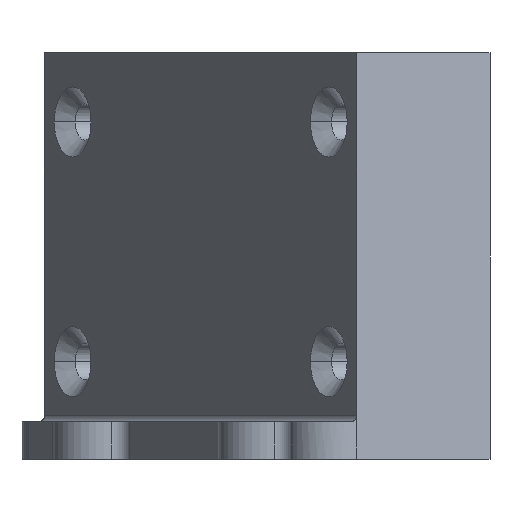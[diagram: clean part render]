
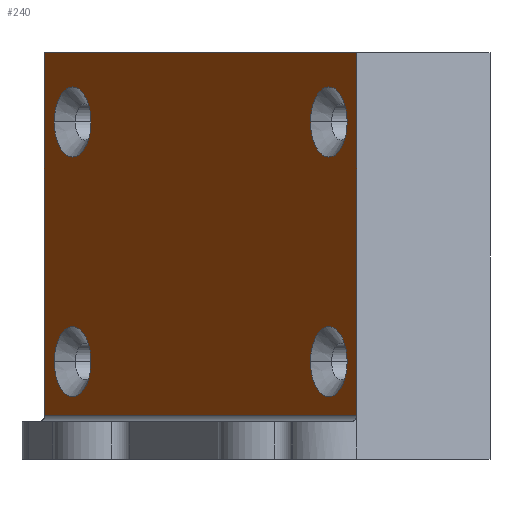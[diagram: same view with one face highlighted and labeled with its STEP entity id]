
A CAD part, front view. The second image highlights one B-rep face of the part: STEP entity #240.
In plain terms, the highlighted planar face has unit normal (-0.854, -0.521, 0).
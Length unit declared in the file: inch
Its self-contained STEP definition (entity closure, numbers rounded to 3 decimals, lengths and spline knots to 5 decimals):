
#2 = VERTEX_POINT ( 'NONE', #1202 ) ;
#22 = CIRCLE ( 'NONE', #301, 0.1125 ) ;
#27 = CIRCLE ( 'NONE', #492, 0.1125 ) ;
#28 = CARTESIAN_POINT ( 'NONE',  ( -0.83564, 0.48238, 1.07865 ) ) ;
#35 = CARTESIAN_POINT ( 'NONE',  ( -1.74521, 1.97282, 1.3 ) ) ;
#53 = DIRECTION ( 'NONE',  ( 0.521, -0.854, 0. ) ) ;
#62 = CARTESIAN_POINT ( 'NONE',  ( -0.77704, 0.38635, 1.07865 ) ) ;
#76 = LINE ( 'NONE', #206, #81 ) ;
#81 = VECTOR ( 'NONE', #606, 39.37008 ) ;
#99 = EDGE_CURVE ( 'NONE', #1497, #1647, #214, .T. ) ;
#121 = ORIENTED_EDGE ( 'NONE', *, *, #1391, .T. ) ;
#125 = VECTOR ( 'NONE', #425, 39.37008 ) ;
#149 = CIRCLE ( 'NONE', #1250, 0.1125 ) ;
#151 = DIRECTION ( 'NONE',  ( -0.854, -0.521, 0. ) ) ;
#206 = CARTESIAN_POINT ( 'NONE',  ( -0.74643, 0.33619, 1.3 ) ) ;
#214 = CIRCLE ( 'NONE', #919, 0.1125 ) ;
#222 = DIRECTION ( 'NONE',  ( 0.521, -0.854, 0. ) ) ;
#224 = EDGE_CURVE ( 'NONE', #1197, #377, #1609, .T. ) ;
#240 = ADVANCED_FACE ( 'NONE', ( #363, #487, #1033, #1191, #614 ), #1163, .F. ) ;
#250 = CARTESIAN_POINT ( 'NONE',  ( -1.59649, 1.72912, 0.31204 ) ) ;
#255 = ORIENTED_EDGE ( 'NONE', *, *, #308, .F. ) ;
#280 = VERTEX_POINT ( 'NONE', #1037 ) ;
#282 = VERTEX_POINT ( 'NONE', #1445 ) ;
#296 = ORIENTED_EDGE ( 'NONE', *, *, #1736, .F. ) ;
#301 = AXIS2_PLACEMENT_3D ( 'NONE', #1252, #579, #971 ) ;
#308 = EDGE_CURVE ( 'NONE', #280, #1262, #1164, .T. ) ;
#363 = FACE_BOUND ( 'NONE', #1213, .T. ) ;
#374 = CARTESIAN_POINT ( 'NONE',  ( -0.89425, 0.57841, 0.31204 ) ) ;
#377 = VERTEX_POINT ( 'NONE', #1583 ) ;
#385 = CARTESIAN_POINT ( 'NONE',  ( -1.74521, 1.97282, 1.3 ) ) ;
#405 = AXIS2_PLACEMENT_3D ( 'NONE', #1274, #1140, #1003 ) ;
#412 = EDGE_LOOP ( 'NONE', ( #1449, #436 ) ) ;
#422 = VECTOR ( 'NONE', #1215, 39.37008 ) ;
#425 = DIRECTION ( 'NONE',  ( 0.521, -0.854, 0. ) ) ;
#436 = ORIENTED_EDGE ( 'NONE', *, *, #99, .F. ) ;
#486 = AXIS2_PLACEMENT_3D ( 'NONE', #993, #1529, #1523 ) ;
#487 = FACE_BOUND ( 'NONE', #813, .T. ) ;
#492 = AXIS2_PLACEMENT_3D ( 'NONE', #1438, #884, #1431 ) ;
#542 = VERTEX_POINT ( 'NONE', #722 ) ;
#562 = DIRECTION ( 'NONE',  ( 0., 0., -1. ) ) ;
#573 = ORIENTED_EDGE ( 'NONE', *, *, #224, .F. ) ;
#579 = DIRECTION ( 'NONE',  ( -0.854, -0.521, 0. ) ) ;
#588 = ORIENTED_EDGE ( 'NONE', *, *, #1707, .F. ) ;
#606 = DIRECTION ( 'NONE',  ( 0., 0., -1. ) ) ;
#614 = FACE_OUTER_BOUND ( 'NONE', #1443, .T. ) ;
#618 = CARTESIAN_POINT ( 'NONE',  ( -0.83564, 0.48238, 0.31204 ) ) ;
#660 = EDGE_CURVE ( 'NONE', #282, #542, #1501, .T. ) ;
#672 = DIRECTION ( 'NONE',  ( 0.521, -0.854, 0. ) ) ;
#704 = VERTEX_POINT ( 'NONE', #978 ) ;
#722 = CARTESIAN_POINT ( 'NONE',  ( -0.74643, 0.33619, 0.14 ) ) ;
#738 = DIRECTION ( 'NONE',  ( -0.854, -0.521, 0. ) ) ;
#765 = DIRECTION ( 'NONE',  ( -0.521, 0.854, 0. ) ) ;
#774 = CARTESIAN_POINT ( 'NONE',  ( -1.74521, 1.97282, 1.3 ) ) ;
#813 = EDGE_LOOP ( 'NONE', ( #1710, #588 ) ) ;
#821 = CARTESIAN_POINT ( 'NONE',  ( -1.74521, 1.97282, 0.14 ) ) ;
#842 = CARTESIAN_POINT ( 'NONE',  ( -0.89425, 0.57841, 1.07865 ) ) ;
#843 = VERTEX_POINT ( 'NONE', #1467 ) ;
#845 = AXIS2_PLACEMENT_3D ( 'NONE', #618, #1322, #222 ) ;
#873 = EDGE_CURVE ( 'NONE', #704, #843, #924, .T. ) ;
#884 = DIRECTION ( 'NONE',  ( -0.854, -0.521, 0. ) ) ;
#919 = AXIS2_PLACEMENT_3D ( 'NONE', #1359, #151, #672 ) ;
#924 = LINE ( 'NONE', #385, #422 ) ;
#971 = DIRECTION ( 'NONE',  ( 0.521, -0.854, 0. ) ) ;
#978 = CARTESIAN_POINT ( 'NONE',  ( -1.74521, 1.97282, 1.3 ) ) ;
#993 = CARTESIAN_POINT ( 'NONE',  ( -1.65509, 1.82515, 0.31204 ) ) ;
#1003 = DIRECTION ( 'NONE',  ( 0.521, -0.854, 0. ) ) ;
#1021 = CARTESIAN_POINT ( 'NONE',  ( -1.65509, 1.82515, 1.07865 ) ) ;
#1033 = FACE_BOUND ( 'NONE', #1502, .T. ) ;
#1037 = CARTESIAN_POINT ( 'NONE',  ( -1.59649, 1.72912, 1.07865 ) ) ;
#1131 = EDGE_CURVE ( 'NONE', #843, #542, #76, .T. ) ;
#1140 = DIRECTION ( 'NONE',  ( -0.854, -0.521, 0. ) ) ;
#1141 = CIRCLE ( 'NONE', #486, 0.1125 ) ;
#1162 = EDGE_CURVE ( 'NONE', #377, #1197, #27, .T. ) ;
#1163 = PLANE ( 'NONE',  #1757 ) ;
#1164 = CIRCLE ( 'NONE', #405, 0.1125 ) ;
#1191 = FACE_BOUND ( 'NONE', #412, .T. ) ;
#1197 = VERTEX_POINT ( 'NONE', #374 ) ;
#1202 = CARTESIAN_POINT ( 'NONE',  ( -1.7137, 1.92118, 0.31204 ) ) ;
#1213 = EDGE_LOOP ( 'NONE', ( #255, #296 ) ) ;
#1215 = DIRECTION ( 'NONE',  ( 0.521, -0.854, 0. ) ) ;
#1216 = ORIENTED_EDGE ( 'NONE', *, *, #1131, .F. ) ;
#1232 = CIRCLE ( 'NONE', #1280, 0.1125 ) ;
#1250 = AXIS2_PLACEMENT_3D ( 'NONE', #28, #1394, #53 ) ;
#1252 = CARTESIAN_POINT ( 'NONE',  ( -1.65509, 1.82515, 0.31204 ) ) ;
#1262 = VERTEX_POINT ( 'NONE', #1622 ) ;
#1274 = CARTESIAN_POINT ( 'NONE',  ( -1.65509, 1.82515, 1.07865 ) ) ;
#1280 = AXIS2_PLACEMENT_3D ( 'NONE', #1021, #738, #1705 ) ;
#1322 = DIRECTION ( 'NONE',  ( -0.854, -0.521, 0. ) ) ;
#1331 = ORIENTED_EDGE ( 'NONE', *, *, #1162, .F. ) ;
#1359 = CARTESIAN_POINT ( 'NONE',  ( -0.83564, 0.48238, 1.07865 ) ) ;
#1362 = LINE ( 'NONE', #35, #1615 ) ;
#1391 = EDGE_CURVE ( 'NONE', #704, #282, #1362, .T. ) ;
#1394 = DIRECTION ( 'NONE',  ( -0.854, -0.521, 0. ) ) ;
#1428 = EDGE_CURVE ( 'NONE', #1647, #1497, #149, .T. ) ;
#1431 = DIRECTION ( 'NONE',  ( 0.521, -0.854, 0. ) ) ;
#1438 = CARTESIAN_POINT ( 'NONE',  ( -0.83564, 0.48238, 0.31204 ) ) ;
#1443 = EDGE_LOOP ( 'NONE', ( #121, #1635, #1216, #1506 ) ) ;
#1445 = CARTESIAN_POINT ( 'NONE',  ( -1.74521, 1.97282, 0.14 ) ) ;
#1449 = ORIENTED_EDGE ( 'NONE', *, *, #1428, .F. ) ;
#1467 = CARTESIAN_POINT ( 'NONE',  ( -0.74643, 0.33619, 1.3 ) ) ;
#1497 = VERTEX_POINT ( 'NONE', #842 ) ;
#1501 = LINE ( 'NONE', #821, #125 ) ;
#1502 = EDGE_LOOP ( 'NONE', ( #1331, #573 ) ) ;
#1506 = ORIENTED_EDGE ( 'NONE', *, *, #873, .F. ) ;
#1523 = DIRECTION ( 'NONE',  ( 0.521, -0.854, 0. ) ) ;
#1529 = DIRECTION ( 'NONE',  ( -0.854, -0.521, 0. ) ) ;
#1572 = VERTEX_POINT ( 'NONE', #250 ) ;
#1583 = CARTESIAN_POINT ( 'NONE',  ( -0.77704, 0.38635, 0.31204 ) ) ;
#1609 = CIRCLE ( 'NONE', #845, 0.1125 ) ;
#1615 = VECTOR ( 'NONE', #562, 39.37008 ) ;
#1622 = CARTESIAN_POINT ( 'NONE',  ( -1.7137, 1.92118, 1.07865 ) ) ;
#1635 = ORIENTED_EDGE ( 'NONE', *, *, #660, .T. ) ;
#1647 = VERTEX_POINT ( 'NONE', #62 ) ;
#1674 = EDGE_CURVE ( 'NONE', #1572, #2, #1141, .T. ) ;
#1705 = DIRECTION ( 'NONE',  ( 0.521, -0.854, 0. ) ) ;
#1707 = EDGE_CURVE ( 'NONE', #2, #1572, #22, .T. ) ;
#1710 = ORIENTED_EDGE ( 'NONE', *, *, #1674, .F. ) ;
#1716 = DIRECTION ( 'NONE',  ( 0.854, 0.521, 0. ) ) ;
#1736 = EDGE_CURVE ( 'NONE', #1262, #280, #1232, .T. ) ;
#1757 = AXIS2_PLACEMENT_3D ( 'NONE', #774, #1716, #765 ) ;
